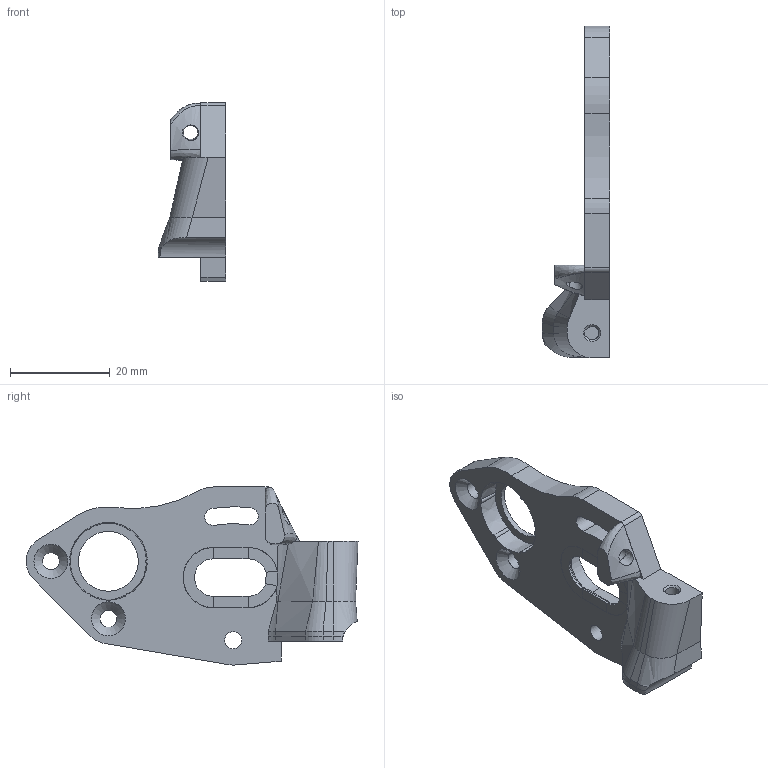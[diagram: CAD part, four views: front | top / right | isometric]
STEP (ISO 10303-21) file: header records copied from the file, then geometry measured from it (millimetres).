
FILE_DESCRIPTION(('FreeCAD Model'),'2;1');
FILE_NAME('Open CASCADE Shape Model','2023-06-17T19:08:31',(''),(''), 'Open CASCADE STEP processor 7.6','FreeCAD','Unknown');
FILE_SCHEMA(('AUTOMOTIVE_DESIGN { 1 0 10303 214 1 1 1 1 }'));
Length unit declared in the file: millimetre
Products named in the file (1): Pod-right
Bounding box: 13.5 x 66.5 x 35.68 mm (x, y, z)
Volume: 7792 mm3; surface area: 5164.1 mm2
Topology: 1 solids, 1 shells, 141 faces, 373 edges, 237 vertices
Faces by surface type: bspline 48, plane 47, cylinder 33, cone 12, torus 1
Full cylindrical faces by diameter (mm): 3.4 x3, 12 x1
Entity records: 13464 total; most frequent: CARTESIAN_POINT 7186, DIRECTION 788, ORIENTED_EDGE 746, PCURVE 746, DEFINITIONAL_REPRESENTATION 746, B_SPLINE_CURVE_WITH_KNOTS 592, EDGE_CURVE 373, SURFACE_CURVE 364
